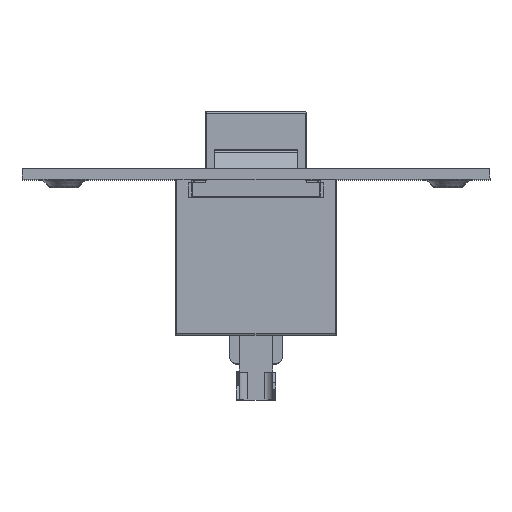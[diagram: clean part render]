
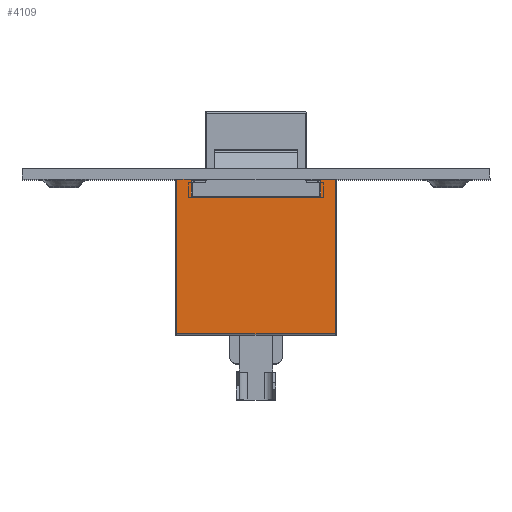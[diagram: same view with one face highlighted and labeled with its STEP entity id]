
A CAD part, top view. The second image highlights one B-rep face of the part: STEP entity #4109.
In plain terms, the highlighted face is planar.
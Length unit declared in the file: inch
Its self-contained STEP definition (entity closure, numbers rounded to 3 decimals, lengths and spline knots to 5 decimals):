
#1008 = LINE ( 'NONE', #42598, #2115 ) ;
#1429 = DIRECTION ( 'NONE',  ( 0., 0., -1. ) ) ;
#2115 = VECTOR ( 'NONE', #5175, 39.37008 ) ;
#3257 = CARTESIAN_POINT ( 'NONE',  ( -0.34, 0.725, 0.37 ) ) ;
#4109 = ADVANCED_FACE ( 'NONE', ( #41492 ), #11798, .F. ) ;
#4703 = ORIENTED_EDGE ( 'NONE', *, *, #5964, .F. ) ;
#5175 = DIRECTION ( 'NONE',  ( 0., 0., -1. ) ) ;
#5665 = EDGE_CURVE ( 'NONE', #27792, #9906, #16137, .T. ) ;
#5964 = EDGE_CURVE ( 'NONE', #16051, #8182, #27027, .T. ) ;
#6613 = EDGE_CURVE ( 'NONE', #9906, #25445, #11729, .T. ) ;
#6909 = VECTOR ( 'NONE', #16705, 39.37008 ) ;
#7544 = CARTESIAN_POINT ( 'NONE',  ( -0.45, 0.725, 0.4545 ) ) ;
#7604 = CARTESIAN_POINT ( 'NONE',  ( -0.34, 0.725, -0.37 ) ) ;
#8182 = VERTEX_POINT ( 'NONE', #12804 ) ;
#8505 = VECTOR ( 'NONE', #22454, 39.37008 ) ;
#8878 = DIRECTION ( 'NONE',  ( 0., 0., -1. ) ) ;
#9638 = EDGE_CURVE ( 'NONE', #25924, #39929, #30656, .T. ) ;
#9906 = VERTEX_POINT ( 'NONE', #42365 ) ;
#11280 = VECTOR ( 'NONE', #36189, 39.37008 ) ;
#11729 = LINE ( 'NONE', #7544, #29187 ) ;
#11798 = PLANE ( 'NONE',  #27036 ) ;
#11922 = CARTESIAN_POINT ( 'NONE',  ( -0.34, 0.725, 0.37 ) ) ;
#12804 = CARTESIAN_POINT ( 'NONE',  ( -0.442, 0.725, -0.37 ) ) ;
#13193 = VECTOR ( 'NONE', #19591, 39.37008 ) ;
#14004 = ORIENTED_EDGE ( 'NONE', *, *, #6613, .T. ) ;
#16051 = VERTEX_POINT ( 'NONE', #7604 ) ;
#16137 = LINE ( 'NONE', #30619, #6909 ) ;
#16371 = CARTESIAN_POINT ( 'NONE',  ( -0.45, 0.725, -0.4545 ) ) ;
#16705 = DIRECTION ( 'NONE',  ( 0., 0., 1. ) ) ;
#16857 = EDGE_CURVE ( 'NONE', #25445, #25924, #32952, .T. ) ;
#19591 = DIRECTION ( 'NONE',  ( -1., 0., 0. ) ) ;
#21656 = LINE ( 'NONE', #43784, #38088 ) ;
#22289 = DIRECTION ( 'NONE',  ( 0., -1., 0. ) ) ;
#22454 = DIRECTION ( 'NONE',  ( -1., 0., 0. ) ) ;
#23197 = VERTEX_POINT ( 'NONE', #3257 ) ;
#24830 = CARTESIAN_POINT ( 'NONE',  ( 0.442, 0.725, 0.4545 ) ) ;
#24877 = DIRECTION ( 'NONE',  ( 1., 0., 0. ) ) ;
#24988 = CARTESIAN_POINT ( 'NONE',  ( -0.442, 0.725, 0.37 ) ) ;
#25445 = VERTEX_POINT ( 'NONE', #24830 ) ;
#25545 = EDGE_CURVE ( 'NONE', #23197, #16051, #1008, .T. ) ;
#25924 = VERTEX_POINT ( 'NONE', #32148 ) ;
#26286 = DIRECTION ( 'NONE',  ( 0., 0., 1. ) ) ;
#26581 = ORIENTED_EDGE ( 'NONE', *, *, #25545, .F. ) ;
#26889 = EDGE_CURVE ( 'NONE', #39929, #8182, #21656, .T. ) ;
#27027 = LINE ( 'NONE', #43444, #8505 ) ;
#27036 = AXIS2_PLACEMENT_3D ( 'NONE', #43280, #22289, #1429 ) ;
#27792 = VERTEX_POINT ( 'NONE', #24988 ) ;
#27902 = EDGE_LOOP ( 'NONE', ( #34689, #29441, #4703, #26581, #38689, #41160, #14004, #32747 ) ) ;
#29187 = VECTOR ( 'NONE', #24877, 39.37008 ) ;
#29441 = ORIENTED_EDGE ( 'NONE', *, *, #26889, .T. ) ;
#30619 = CARTESIAN_POINT ( 'NONE',  ( -0.442, 0.725, -0.4625 ) ) ;
#30656 = LINE ( 'NONE', #16371, #13193 ) ;
#32148 = CARTESIAN_POINT ( 'NONE',  ( 0.442, 0.725, -0.4545 ) ) ;
#32747 = ORIENTED_EDGE ( 'NONE', *, *, #16857, .T. ) ;
#32952 = LINE ( 'NONE', #33302, #34036 ) ;
#33302 = CARTESIAN_POINT ( 'NONE',  ( 0.442, 0.725, -0.4625 ) ) ;
#33449 = CARTESIAN_POINT ( 'NONE',  ( -0.442, 0.725, -0.4545 ) ) ;
#34036 = VECTOR ( 'NONE', #8878, 39.37008 ) ;
#34689 = ORIENTED_EDGE ( 'NONE', *, *, #9638, .T. ) ;
#36189 = DIRECTION ( 'NONE',  ( 1., 0., 0. ) ) ;
#38088 = VECTOR ( 'NONE', #26286, 39.37008 ) ;
#38245 = EDGE_CURVE ( 'NONE', #27792, #23197, #39141, .T. ) ;
#38689 = ORIENTED_EDGE ( 'NONE', *, *, #38245, .F. ) ;
#39141 = LINE ( 'NONE', #11922, #11280 ) ;
#39929 = VERTEX_POINT ( 'NONE', #33449 ) ;
#41160 = ORIENTED_EDGE ( 'NONE', *, *, #5665, .T. ) ;
#41492 = FACE_OUTER_BOUND ( 'NONE', #27902, .T. ) ;
#42365 = CARTESIAN_POINT ( 'NONE',  ( -0.442, 0.725, 0.4545 ) ) ;
#42598 = CARTESIAN_POINT ( 'NONE',  ( -0.34, 0.725, -0.37 ) ) ;
#43280 = CARTESIAN_POINT ( 'NONE',  ( -0.45, 0.725, -0.4625 ) ) ;
#43444 = CARTESIAN_POINT ( 'NONE',  ( -0.34, 0.725, -0.37 ) ) ;
#43784 = CARTESIAN_POINT ( 'NONE',  ( -0.442, 0.725, -0.4625 ) ) ;
